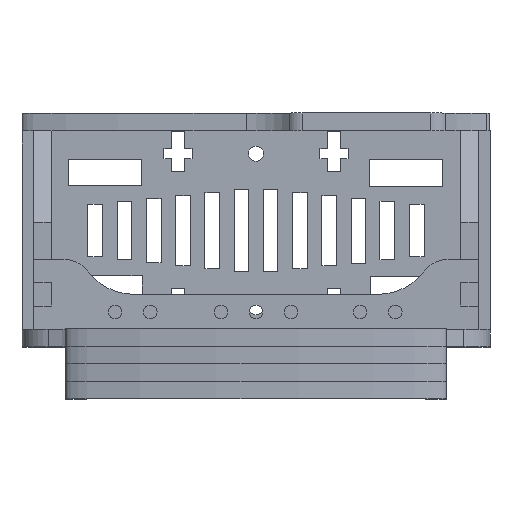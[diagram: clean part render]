
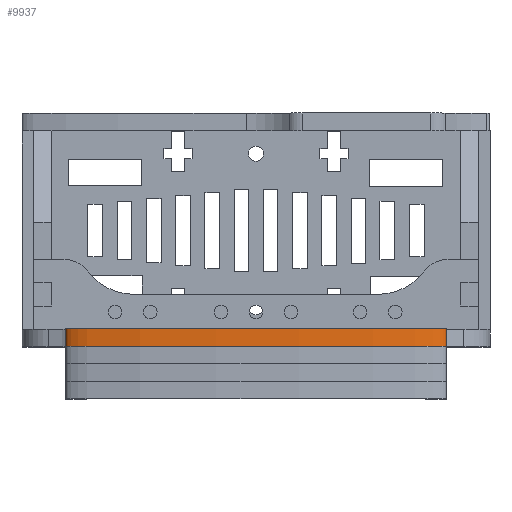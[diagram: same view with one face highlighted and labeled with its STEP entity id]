
A CAD part, top view. The second image highlights one B-rep face of the part: STEP entity #9937.
In plain terms, the highlighted free-form (B-spline) face has degree [3, 1] with [4, 2] control points.
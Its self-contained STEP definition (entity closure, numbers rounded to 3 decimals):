
#1067 = CARTESIAN_POINT ( 'NONE',  ( -32.5, 1.5, 72. ) ) ;
#1343 = FACE_OUTER_BOUND ( 'NONE', #7664, .T. ) ;
#1449 = CARTESIAN_POINT ( 'NONE',  ( 32.5, 1.5, 81. ) ) ;
#1635 = CARTESIAN_POINT ( 'NONE',  ( 32.5, -1.5, 72. ) ) ;
#1652 = CARTESIAN_POINT ( 'NONE',  ( 32.5, 1.5, 81. ) ) ;
#2459 = LINE ( 'NONE', #1067, #6354 ) ;
#3074 = CARTESIAN_POINT ( 'NONE',  ( -32.5, -1.5, 72. ) ) ;
#3199 = CARTESIAN_POINT ( 'NONE',  ( 32.5, 1.5, 72. ) ) ;
#4748 = EDGE_CURVE ( 'NONE', #19576, #5320, #18074, .T. ) ;
#5320 = VERTEX_POINT ( 'NONE', #13996 ) ;
#5690 = CARTESIAN_POINT ( 'NONE',  ( -32.5, 1.5, 72. ) ) ;
#6193 = CARTESIAN_POINT ( 'NONE',  ( -32.5, -1.5, 81. ) ) ;
#6243 = CARTESIAN_POINT ( 'NONE',  ( -32.5, -1.5, 81. ) ) ;
#6354 = VECTOR ( 'NONE', #11880, 1000. ) ;
#6479 = DIRECTION ( 'NONE',  ( 0., -1., 0. ) ) ;
#6595 =( BOUNDED_CURVE ( )  B_SPLINE_CURVE ( 3, ( #3199, #1652, #18513, #18576 ),
 .UNSPECIFIED., .F., .F. ) 
 B_SPLINE_CURVE_WITH_KNOTS ( ( 4, 4 ),
 ( 0., 3.142 ),
 .UNSPECIFIED. ) 
 CURVE ( )  GEOMETRIC_REPRESENTATION_ITEM ( )  RATIONAL_B_SPLINE_CURVE ( ( 1., 0.333, 0.333, 1. ) ) 
 REPRESENTATION_ITEM ( '' )  );
#7664 = EDGE_LOOP ( 'NONE', ( #10924, #13810, #19865, #19357 ) ) ;
#8062 =( BOUNDED_SURFACE ( )  B_SPLINE_SURFACE ( 3, 1, ( 
 ( #18453, #9285 ),
 ( #1449, #10642 ),
 ( #19914, #6193 ),
 ( #12327, #9214 ) ),
 .UNSPECIFIED., .F., .F., .F. ) 
 B_SPLINE_SURFACE_WITH_KNOTS ( ( 4, 4 ),
 ( 2, 2 ),
 ( 0., 1. ),
 ( 0., 1. ),
 .UNSPECIFIED. ) 
 GEOMETRIC_REPRESENTATION_ITEM ( )  RATIONAL_B_SPLINE_SURFACE ( (
 ( 1., 1.),
 ( 0.333, 0.333),
 ( 0.333, 0.333),
 ( 1., 1.) ) ) 
 REPRESENTATION_ITEM ( '' )  SURFACE ( )  );
#9214 = CARTESIAN_POINT ( 'NONE',  ( -32.5, -1.5, 72. ) ) ;
#9285 = CARTESIAN_POINT ( 'NONE',  ( 32.5, -1.5, 72. ) ) ;
#9329 = CARTESIAN_POINT ( 'NONE',  ( 32.5, -1.5, 81. ) ) ;
#9395 = CARTESIAN_POINT ( 'NONE',  ( -32.5, -1.5, 72. ) ) ;
#9859 = EDGE_CURVE ( 'NONE', #19576, #10897, #6595, .T. ) ;
#9937 = ADVANCED_FACE ( 'NONE', ( #1343 ), #8062, .T. ) ;
#10642 = CARTESIAN_POINT ( 'NONE',  ( 32.5, -1.5, 81. ) ) ;
#10897 = VERTEX_POINT ( 'NONE', #5690 ) ;
#10924 = ORIENTED_EDGE ( 'NONE', *, *, #16824, .F. ) ;
#11724 = VERTEX_POINT ( 'NONE', #3074 ) ;
#11880 = DIRECTION ( 'NONE',  ( 0., -1., 0. ) ) ;
#12327 = CARTESIAN_POINT ( 'NONE',  ( -32.5, 1.5, 72. ) ) ;
#13810 = ORIENTED_EDGE ( 'NONE', *, *, #4748, .F. ) ;
#13996 = CARTESIAN_POINT ( 'NONE',  ( 32.5, -1.5, 72. ) ) ;
#14281 = CARTESIAN_POINT ( 'NONE',  ( 32.5, 1.5, 72. ) ) ;
#15232 =( BOUNDED_CURVE ( )  B_SPLINE_CURVE ( 3, ( #1635, #9329, #6243, #9395 ),
 .UNSPECIFIED., .F., .F. ) 
 B_SPLINE_CURVE_WITH_KNOTS ( ( 4, 4 ),
 ( 0., 3.142 ),
 .UNSPECIFIED. ) 
 CURVE ( )  GEOMETRIC_REPRESENTATION_ITEM ( )  RATIONAL_B_SPLINE_CURVE ( ( 1., 0.333, 0.333, 1. ) ) 
 REPRESENTATION_ITEM ( '' )  );
#16141 = CARTESIAN_POINT ( 'NONE',  ( 32.5, 1.5, 72. ) ) ;
#16824 = EDGE_CURVE ( 'NONE', #5320, #11724, #15232, .T. ) ;
#16889 = VECTOR ( 'NONE', #6479, 1000. ) ;
#18074 = LINE ( 'NONE', #14281, #16889 ) ;
#18453 = CARTESIAN_POINT ( 'NONE',  ( 32.5, 1.5, 72. ) ) ;
#18513 = CARTESIAN_POINT ( 'NONE',  ( -32.5, 1.5, 81. ) ) ;
#18535 = EDGE_CURVE ( 'NONE', #10897, #11724, #2459, .T. ) ;
#18576 = CARTESIAN_POINT ( 'NONE',  ( -32.5, 1.5, 72. ) ) ;
#19357 = ORIENTED_EDGE ( 'NONE', *, *, #18535, .T. ) ;
#19576 = VERTEX_POINT ( 'NONE', #16141 ) ;
#19865 = ORIENTED_EDGE ( 'NONE', *, *, #9859, .T. ) ;
#19914 = CARTESIAN_POINT ( 'NONE',  ( -32.5, 1.5, 81. ) ) ;
